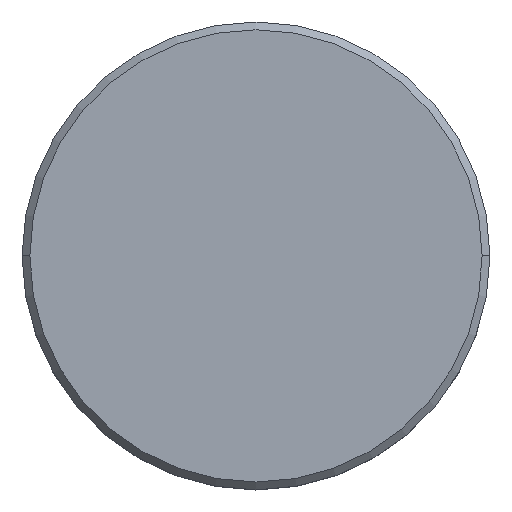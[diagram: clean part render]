
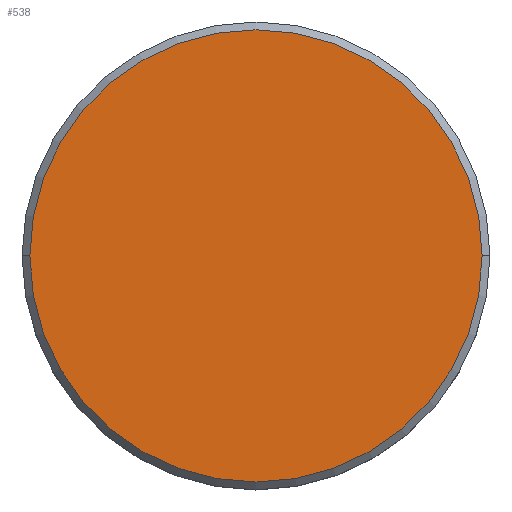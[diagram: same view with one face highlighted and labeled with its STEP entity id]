
A CAD part, top view. The second image highlights one B-rep face of the part: STEP entity #538.
In plain terms, the highlighted planar face has unit normal (0, 0, 1).
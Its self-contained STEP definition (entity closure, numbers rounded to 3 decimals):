
#4 = CARTESIAN_POINT ( 'NONE',  ( 0., 0., 0. ) ) ;
#27 = EDGE_LOOP ( 'NONE', ( #359, #309 ) ) ;
#41 = PLANE ( 'NONE',  #433 ) ;
#75 = VERTEX_POINT ( 'NONE', #106 ) ;
#88 = AXIS2_PLACEMENT_3D ( 'NONE', #176, #133, #509 ) ;
#106 = CARTESIAN_POINT ( 'NONE',  ( 14.5, 0., 0. ) ) ;
#128 = DIRECTION ( 'NONE',  ( 1., 0., 0. ) ) ;
#133 = DIRECTION ( 'NONE',  ( 0., 0., 1. ) ) ;
#176 = CARTESIAN_POINT ( 'NONE',  ( 0., 0., 0. ) ) ;
#178 = EDGE_CURVE ( 'NONE', #75, #388, #225, .T. ) ;
#225 = CIRCLE ( 'NONE', #592, 14.5 ) ;
#229 = DIRECTION ( 'NONE',  ( 0., 0., 1. ) ) ;
#276 = CIRCLE ( 'NONE', #88, 14.5 ) ;
#301 = CARTESIAN_POINT ( 'NONE',  ( -14.5, 0., 0. ) ) ;
#309 = ORIENTED_EDGE ( 'NONE', *, *, #178, .T. ) ;
#327 = DIRECTION ( 'NONE',  ( 1., 0., 0. ) ) ;
#359 = ORIENTED_EDGE ( 'NONE', *, *, #530, .T. ) ;
#388 = VERTEX_POINT ( 'NONE', #301 ) ;
#433 = AXIS2_PLACEMENT_3D ( 'NONE', #599, #229, #327 ) ;
#466 = FACE_OUTER_BOUND ( 'NONE', #27, .T. ) ;
#509 = DIRECTION ( 'NONE',  ( 1., 0., 0. ) ) ;
#530 = EDGE_CURVE ( 'NONE', #388, #75, #276, .T. ) ;
#538 = ADVANCED_FACE ( 'NONE', ( #466 ), #41, .T. ) ;
#561 = DIRECTION ( 'NONE',  ( 0., 0., 1. ) ) ;
#592 = AXIS2_PLACEMENT_3D ( 'NONE', #4, #561, #128 ) ;
#599 = CARTESIAN_POINT ( 'NONE',  ( 0., 0., 0. ) ) ;
